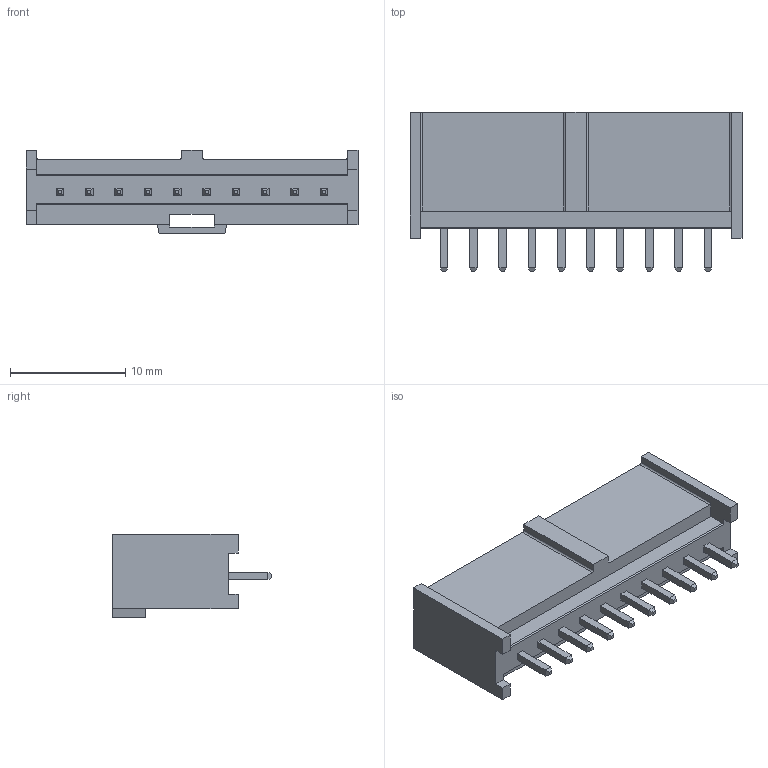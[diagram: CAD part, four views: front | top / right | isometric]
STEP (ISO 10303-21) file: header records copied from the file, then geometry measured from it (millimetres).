
FILE_DESCRIPTION((''),'2;1');
FILE_NAME('901361110','2018-10-31T',('gga'),(''),'PRO/ENGINEER BY PARAMETRIC TECHNOLOGY CORPORATION, 2016010','PRO/ENGINEER BY PARAMETRIC TECHNOLOGY CORPORATION, 2016010','');
FILE_SCHEMA(('CONFIG_CONTROL_DESIGN'));
Length unit declared in the file: millimetre
Products named in the file (1): 901361110
Bounding box: 28.75 x 13.8 x 7.21 mm (x, y, z)
Volume: 786.3 mm3; surface area: 1793 mm2
Topology: 1 solids, 1 shells, 239 faces, 588 edges, 370 vertices
Faces by surface type: plane 235, cylinder 4
Entity records: 6843 total; most frequent: CARTESIAN_POINT 1178, ORIENTED_EDGE 1136, DIRECTION 1096, EDGE_CURVE 568, VECTOR 560, LINE 560, VERTEX_POINT 350, AXIS2_PLACEMENT_3D 268
